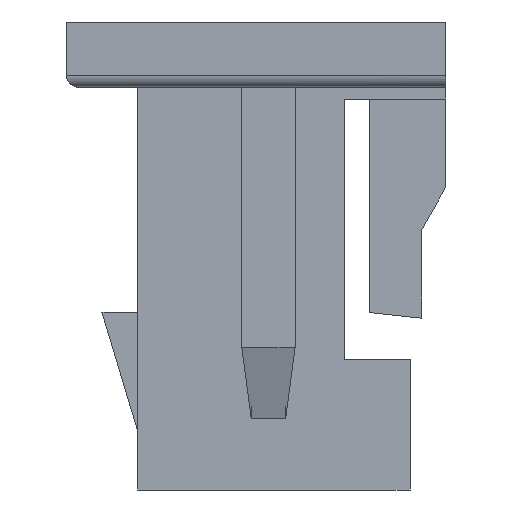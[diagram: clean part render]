
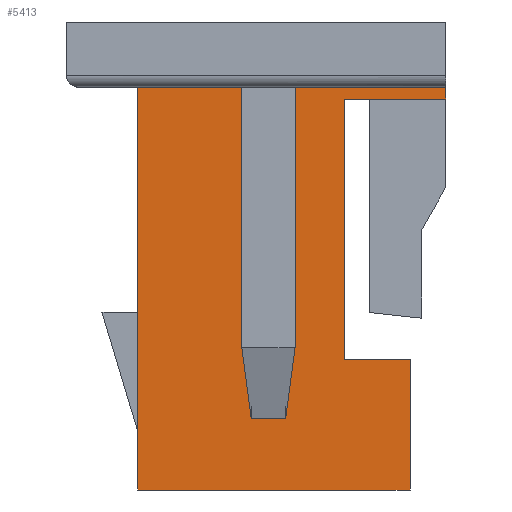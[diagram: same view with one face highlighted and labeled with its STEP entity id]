
A CAD part, left-side view. The second image highlights one B-rep face of the part: STEP entity #5413.
In plain terms, the highlighted planar face has unit normal (-1, 0, 0).
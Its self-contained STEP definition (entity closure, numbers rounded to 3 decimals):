
#893=ORIENTED_EDGE('',*,*,#1750,.F.);
#894=ORIENTED_EDGE('',*,*,#2236,.T.);
#895=ORIENTED_EDGE('',*,*,#2237,.T.);
#896=ORIENTED_EDGE('',*,*,#2238,.F.);
#897=ORIENTED_EDGE('',*,*,#1687,.F.);
#898=ORIENTED_EDGE('',*,*,#1643,.F.);
#899=ORIENTED_EDGE('',*,*,#2239,.T.);
#900=ORIENTED_EDGE('',*,*,#2240,.F.);
#901=ORIENTED_EDGE('',*,*,#2241,.F.);
#902=ORIENTED_EDGE('',*,*,#1639,.F.);
#903=ORIENTED_EDGE('',*,*,#1841,.T.);
#904=ORIENTED_EDGE('',*,*,#1790,.F.);
#1639=EDGE_CURVE('',#2430,#2431,#2950,.T.);
#1643=EDGE_CURVE('',#2434,#2435,#2954,.T.);
#1687=EDGE_CURVE('',#2435,#2469,#2994,.T.);
#1750=EDGE_CURVE('',#2528,#2529,#3057,.T.);
#1790=EDGE_CURVE('',#2529,#2560,#3097,.T.);
#1841=EDGE_CURVE('',#2430,#2560,#3148,.T.);
#2236=EDGE_CURVE('',#2528,#2878,#3543,.T.);
#2237=EDGE_CURVE('',#2878,#2879,#3544,.T.);
#2238=EDGE_CURVE('',#2469,#2879,#3545,.T.);
#2239=EDGE_CURVE('',#2434,#2880,#3546,.T.);
#2240=EDGE_CURVE('',#2881,#2880,#3547,.T.);
#2241=EDGE_CURVE('',#2431,#2881,#3548,.T.);
#2430=VERTEX_POINT('',#7195);
#2431=VERTEX_POINT('',#7197);
#2434=VERTEX_POINT('',#7203);
#2435=VERTEX_POINT('',#7205);
#2469=VERTEX_POINT('',#7292);
#2528=VERTEX_POINT('',#7416);
#2529=VERTEX_POINT('',#7418);
#2560=VERTEX_POINT('',#7498);
#2878=VERTEX_POINT('',#8356);
#2879=VERTEX_POINT('',#8358);
#2880=VERTEX_POINT('',#8361);
#2881=VERTEX_POINT('',#8363);
#2950=LINE('',#7196,#3735);
#2954=LINE('',#7204,#3739);
#2994=LINE('',#7291,#3779);
#3057=LINE('',#7417,#3842);
#3097=LINE('',#7497,#3882);
#3148=LINE('',#7591,#3933);
#3543=LINE('',#8355,#4328);
#3544=LINE('',#8357,#4329);
#3545=LINE('',#8359,#4330);
#3546=LINE('',#8360,#4331);
#3547=LINE('',#8362,#4332);
#3548=LINE('',#8364,#4333);
#3735=VECTOR('',#5866,1000.);
#3739=VECTOR('',#5870,1000.);
#3779=VECTOR('',#5936,1000.);
#3842=VECTOR('',#6005,1000.);
#3882=VECTOR('',#6063,1000.);
#3933=VECTOR('',#6116,1000.);
#4328=VECTOR('',#6697,1000.);
#4329=VECTOR('',#6698,1000.);
#4330=VECTOR('',#6699,1000.);
#4331=VECTOR('',#6700,1000.);
#4332=VECTOR('',#6701,1000.);
#4333=VECTOR('',#6702,1000.);
#4633=EDGE_LOOP('',(#893,#894,#895,#896,#897,#898,#899,#900,#901,#902,#903,
#904));
#4900=FACE_BOUND('',#4633,.T.);
#5157=PLANE('',#5693);
#5413=ADVANCED_FACE('',(#4900),#5157,.F.);
#5693=AXIS2_PLACEMENT_3D('',#8354,#6695,#6696);
#5866=DIRECTION('',(0.,-1.,0.));
#5870=DIRECTION('',(0.,-1.,0.));
#5936=DIRECTION('',(0.,0.,-1.));
#6005=DIRECTION('',(0.,0.,-1.));
#6063=DIRECTION('',(0.,1.,0.));
#6116=DIRECTION('',(0.,0.,-1.));
#6695=DIRECTION('',(1.,0.,0.));
#6696=DIRECTION('',(0.,0.,-1.));
#6697=DIRECTION('',(0.,1.,0.));
#6698=DIRECTION('',(0.,0.,1.));
#6699=DIRECTION('',(0.,1.,0.));
#6700=DIRECTION('',(0.,0.,-1.));
#6701=DIRECTION('',(0.,-1.,0.));
#6702=DIRECTION('',(0.,0.,-1.));
#7195=CARTESIAN_POINT('',(-3.975,1.,1.425));
#7196=CARTESIAN_POINT('',(-3.975,1.6,1.425));
#7197=CARTESIAN_POINT('',(-3.975,0.04,1.425));
#7203=CARTESIAN_POINT('',(-3.975,-0.25,1.425));
#7204=CARTESIAN_POINT('',(-3.975,-0.33,1.425));
#7205=CARTESIAN_POINT('',(-3.975,-1.6,1.425));
#7291=CARTESIAN_POINT('',(-3.975,-1.6,1.425));
#7292=CARTESIAN_POINT('',(-3.975,-1.6,1.325));
#7416=CARTESIAN_POINT('',(-3.975,-1.3,-0.875));
#7417=CARTESIAN_POINT('',(-3.975,-1.3,0.));
#7418=CARTESIAN_POINT('',(-3.975,-1.3,-1.975));
#7497=CARTESIAN_POINT('',(-3.975,-1.6,-1.975));
#7498=CARTESIAN_POINT('',(-3.975,1.,-1.975));
#7591=CARTESIAN_POINT('',(-3.975,1.,1.425));
#8354=CARTESIAN_POINT('',(-3.975,0.,0.));
#8355=CARTESIAN_POINT('',(-3.975,-1.85,-0.875));
#8356=CARTESIAN_POINT('',(-3.975,-0.75,-0.875));
#8357=CARTESIAN_POINT('',(-3.975,-0.75,-0.875));
#8358=CARTESIAN_POINT('',(-3.975,-0.75,1.325));
#8359=CARTESIAN_POINT('',(-3.975,-1.85,1.325));
#8360=CARTESIAN_POINT('',(-3.975,-0.25,1.425));
#8361=CARTESIAN_POINT('',(-3.975,-0.25,-1.375));
#8362=CARTESIAN_POINT('',(-3.975,0.12,-1.375));
#8363=CARTESIAN_POINT('',(-3.975,0.04,-1.375));
#8364=CARTESIAN_POINT('',(-3.975,0.04,1.425));
